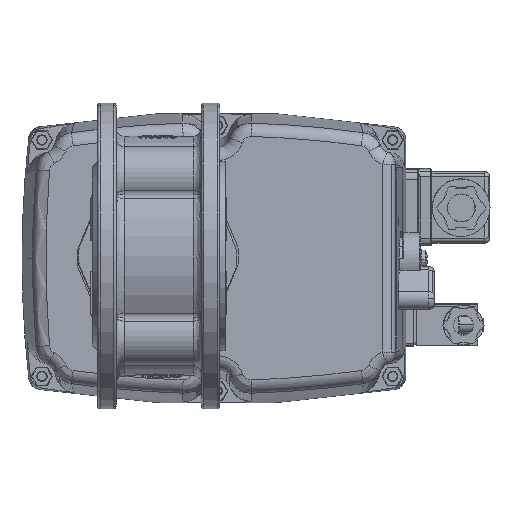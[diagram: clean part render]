
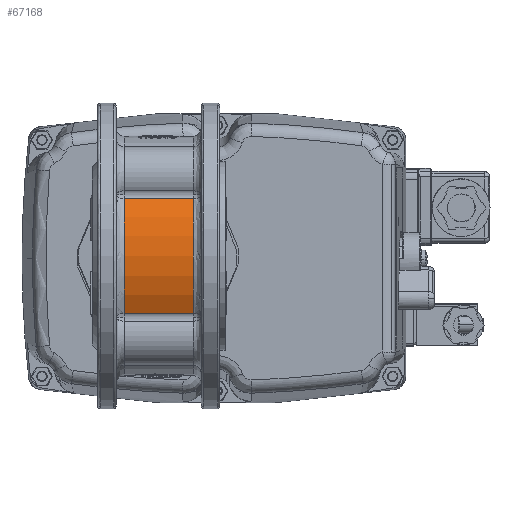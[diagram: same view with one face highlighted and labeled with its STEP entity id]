
A CAD part, front view. The second image highlights one B-rep face of the part: STEP entity #67168.
In plain terms, the highlighted cylindrical face has radius 45 mm (diameter 90 mm), a partial arc.
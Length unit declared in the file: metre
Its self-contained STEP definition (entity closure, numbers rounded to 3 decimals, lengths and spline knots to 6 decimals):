
#3422 = CARTESIAN_POINT ( 'NONE',  ( -0.053227, -0.038049, 0.098521 ) ) ;
#3921 = CARTESIAN_POINT ( 'NONE',  ( -0.027227, 0.001456, 0.12007 ) ) ;
#4920 = DIRECTION ( 'NONE',  ( 0., 0., -1. ) ) ;
#7566 = CARTESIAN_POINT ( 'NONE',  ( -0.032227, -0.038049, 0.098521 ) ) ;
#8214 = VERTEX_POINT ( 'NONE', #62095 ) ;
#12063 = VECTOR ( 'NONE', #45003, 1. ) ;
#18212 = AXIS2_PLACEMENT_3D ( 'NONE', #3921, #98167, #96940 ) ;
#24711 = CARTESIAN_POINT ( 'NONE',  ( -0.053227, 0.001456, 0.12007 ) ) ;
#26935 = LINE ( 'NONE', #7566, #12063 ) ;
#28197 = ORIENTED_EDGE ( 'NONE', *, *, #58872, .T. ) ;
#32081 = DIRECTION ( 'NONE',  ( -1., 0., 0. ) ) ;
#33909 = CARTESIAN_POINT ( 'NONE',  ( -0.032227, -0.038049, 0.14162 ) ) ;
#37749 = AXIS2_PLACEMENT_3D ( 'NONE', #109705, #117901, #4920 ) ;
#39985 = ORIENTED_EDGE ( 'NONE', *, *, #122104, .T. ) ;
#40061 = CIRCLE ( 'NONE', #18212, 0.045 ) ;
#41273 = ORIENTED_EDGE ( 'NONE', *, *, #120978, .T. ) ;
#44598 = VECTOR ( 'NONE', #32081, 1. ) ;
#45003 = DIRECTION ( 'NONE',  ( 1., 0., 0. ) ) ;
#49922 = AXIS2_PLACEMENT_3D ( 'NONE', #24711, #110762, #101436 ) ;
#58862 = EDGE_LOOP ( 'NONE', ( #41273, #85740, #39985, #28197 ) ) ;
#58872 = EDGE_CURVE ( 'NONE', #8214, #100805, #40061, .T. ) ;
#62095 = CARTESIAN_POINT ( 'NONE',  ( -0.027227, -0.038049, 0.098521 ) ) ;
#67168 = ADVANCED_FACE ( 'NONE', ( #71720 ), #90403, .T. ) ;
#71720 = FACE_OUTER_BOUND ( 'NONE', #58862, .T. ) ;
#73492 = VERTEX_POINT ( 'NONE', #74627 ) ;
#74627 = CARTESIAN_POINT ( 'NONE',  ( -0.053227, -0.038049, 0.14162 ) ) ;
#77907 = VERTEX_POINT ( 'NONE', #3422 ) ;
#79759 = CIRCLE ( 'NONE', #49922, 0.045 ) ;
#82485 = EDGE_CURVE ( 'NONE', #73492, #77907, #79759, .T. ) ;
#85740 = ORIENTED_EDGE ( 'NONE', *, *, #82485, .T. ) ;
#86120 = CARTESIAN_POINT ( 'NONE',  ( -0.027227, -0.038049, 0.14162 ) ) ;
#90403 = CYLINDRICAL_SURFACE ( 'NONE', #37749, 0.045 ) ;
#96940 = DIRECTION ( 'NONE',  ( 0., 0., -1. ) ) ;
#98167 = DIRECTION ( 'NONE',  ( -1., 0., 0. ) ) ;
#100805 = VERTEX_POINT ( 'NONE', #86120 ) ;
#101436 = DIRECTION ( 'NONE',  ( 0., 0., -1. ) ) ;
#109705 = CARTESIAN_POINT ( 'NONE',  ( -0.032227, 0.001456, 0.12007 ) ) ;
#110762 = DIRECTION ( 'NONE',  ( 1., 0., 0. ) ) ;
#117901 = DIRECTION ( 'NONE',  ( 1., 0., 0. ) ) ;
#118796 = LINE ( 'NONE', #33909, #44598 ) ;
#120978 = EDGE_CURVE ( 'NONE', #100805, #73492, #118796, .T. ) ;
#122104 = EDGE_CURVE ( 'NONE', #77907, #8214, #26935, .T. ) ;
